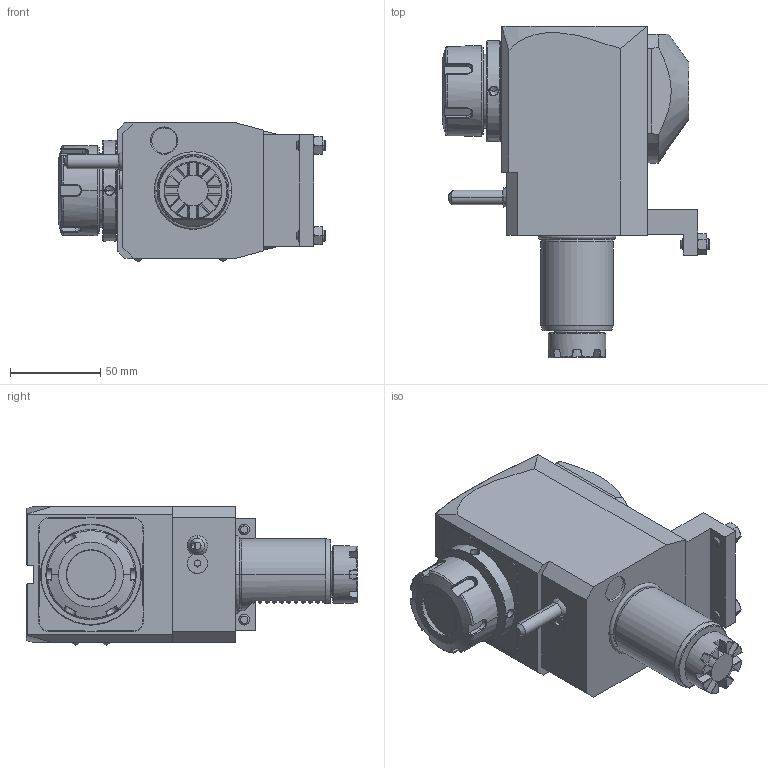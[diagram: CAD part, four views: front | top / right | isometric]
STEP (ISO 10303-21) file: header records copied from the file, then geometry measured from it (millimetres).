
FILE_DESCRIPTION((''),'2;1');
FILE_NAME('NGT1_40_241_32_2_2_80C','2020-06-17T',('vali'),('NOVA GRUP'),'PRO/ENGINEER BY PARAMETRIC TECHNOLOGY CORPORATION, 2010280','PRO/ENGINEER BY PARAMETRIC TECHNOLOGY CORPORATION, 2010280','');
FILE_SCHEMA(('CONFIG_CONTROL_DESIGN'));
Length unit declared in the file: millimetre
Products named in the file (1): NGT1_40_241_32_2_2_80C
Bounding box: 148.1 x 184 x 76.6 mm (x, y, z)
Volume: 914680.2 mm3; surface area: 76920.3 mm2
Topology: 1 solids, 1 shells, 495 faces, 1295 edges, 807 vertices
Faces by surface type: plane 217, cone 107, cylinder 89, bspline 58, torus 16, sphere 6, extrusion 2
Entity records: 20029 total; most frequent: CARTESIAN_POINT 8856, ORIENTED_EDGE 2542, DIRECTION 1957, EDGE_CURVE 1271, VERTEX_POINT 807, AXIS2_PLACEMENT_3D 722, EDGE_LOOP 526, VECTOR 513
